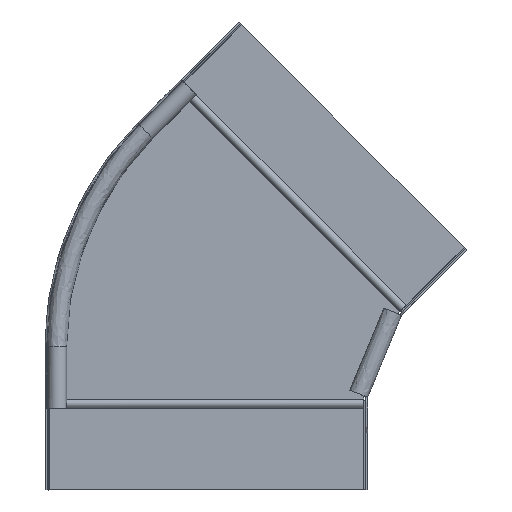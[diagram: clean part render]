
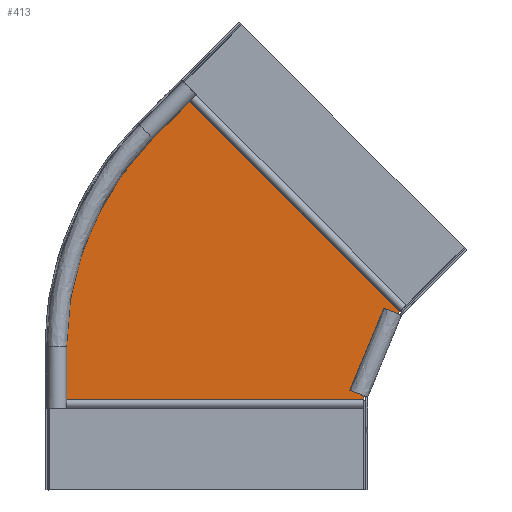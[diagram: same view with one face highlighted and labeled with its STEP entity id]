
A CAD part, top view. The second image highlights one B-rep face of the part: STEP entity #413.
In plain terms, the highlighted planar face has unit normal (0, 0, 1).
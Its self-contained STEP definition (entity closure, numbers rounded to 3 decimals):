
#413=ADVANCED_FACE('',(#793),#6028,.T.);
#793=FACE_OUTER_BOUND('',#1196,.T.);
#1196=EDGE_LOOP('',(#3077,#3078,#3079,#3080,#3081,#3082,#3083,#3084));
#3077=ORIENTED_EDGE('',*,*,#4069,.F.);
#3078=ORIENTED_EDGE('',*,*,#4081,.F.);
#3079=ORIENTED_EDGE('',*,*,#4092,.F.);
#3080=ORIENTED_EDGE('',*,*,#4102,.F.);
#3081=ORIENTED_EDGE('',*,*,#4100,.F.);
#3082=ORIENTED_EDGE('',*,*,#4101,.T.);
#3083=ORIENTED_EDGE('',*,*,#4099,.F.);
#3084=ORIENTED_EDGE('',*,*,#4061,.F.);
#4061=EDGE_CURVE('',#5679,#5678,#5060,.T.);
#4069=EDGE_CURVE('',#5685,#5679,#5063,.T.);
#4081=EDGE_CURVE('',#5695,#5685,#5072,.T.);
#4092=EDGE_CURVE('',#5701,#5695,#5079,.T.);
#4099=EDGE_CURVE('',#5678,#5706,#5085,.T.);
#4100=EDGE_CURVE('',#5707,#5708,#5086,.T.);
#4101=EDGE_CURVE('',#5707,#5706,#5087,.T.);
#4102=EDGE_CURVE('',#5708,#5701,#4285,.T.);
#4285=(
BOUNDED_CURVE()
B_SPLINE_CURVE(2,(#15603,#15604,#15605),.UNSPECIFIED.,.F.,.F.)
B_SPLINE_CURVE_WITH_KNOTS((3,3),(-154.723,0.),.UNSPECIFIED.)
CURVE()
GEOMETRIC_REPRESENTATION_ITEM()
RATIONAL_B_SPLINE_CURVE((1.,0.924,1.))
REPRESENTATION_ITEM('')
);
#5060=B_SPLINE_CURVE_WITH_KNOTS('',1,(#15500,#15501),.UNSPECIFIED.,.F.,
 .F.,(2,2),(-57.822,0.),.UNSPECIFIED.);
#5063=B_SPLINE_CURVE_WITH_KNOTS('',1,(#15525,#15526),.UNSPECIFIED.,.F.,
 .F.,(2,2),(-1.157,0.),.UNSPECIFIED.);
#5072=B_SPLINE_CURVE_WITH_KNOTS('',1,(#15552,#15553),.UNSPECIFIED.,.F.,
 .F.,(2,2),(0.,198.5),.UNSPECIFIED.);
#5079=B_SPLINE_CURVE_WITH_KNOTS('',1,(#15582,#15583),.UNSPECIFIED.,.F.,
 .F.,(2,2),(-33.072,0.),.UNSPECIFIED.);
#5085=B_SPLINE_CURVE_WITH_KNOTS('',1,(#15597,#15598),.UNSPECIFIED.,.F.,
 .F.,(2,2),(-1.157,0.),.UNSPECIFIED.);
#5086=B_SPLINE_CURVE_WITH_KNOTS('',1,(#15599,#15600),.UNSPECIFIED.,.F.,
 .F.,(2,2),(-33.072,0.),.UNSPECIFIED.);
#5087=B_SPLINE_CURVE_WITH_KNOTS('',1,(#15601,#15602),.UNSPECIFIED.,.F.,
 .F.,(2,2),(0.,198.5),.UNSPECIFIED.);
#5678=VERTEX_POINT('',#15447);
#5679=VERTEX_POINT('',#15448);
#5685=VERTEX_POINT('',#15454);
#5695=VERTEX_POINT('',#15464);
#5701=VERTEX_POINT('',#15470);
#5706=VERTEX_POINT('',#15475);
#5707=VERTEX_POINT('',#15476);
#5708=VERTEX_POINT('',#15477);
#6028=PLANE('',#6368);
#6368=AXIS2_PLACEMENT_3D('',#15312,#6604,$);
#6604=DIRECTION('',(0.,0.,1.));
#15312=CARTESIAN_POINT('',(144.341,37.752,1.25));
#15447=CARTESIAN_POINT('',(99.25,58.485,1.25));
#15448=CARTESIAN_POINT('',(121.378,111.906,1.25));
#15454=CARTESIAN_POINT('',(122.196,112.724,1.25));
#15464=CARTESIAN_POINT('',(-18.165,253.085,1.25));
#15470=CARTESIAN_POINT('',(-41.55,229.7,1.25));
#15475=CARTESIAN_POINT('',(99.25,57.328,1.25));
#15476=CARTESIAN_POINT('',(-99.25,57.328,1.25));
#15477=CARTESIAN_POINT('',(-99.25,90.4,1.25));
#15500=CARTESIAN_POINT('',(121.378,111.906,1.25));
#15501=CARTESIAN_POINT('',(99.25,58.485,1.25));
#15525=CARTESIAN_POINT('',(122.196,112.724,1.25));
#15526=CARTESIAN_POINT('',(121.378,111.906,1.25));
#15552=CARTESIAN_POINT('',(-18.165,253.085,1.25));
#15553=CARTESIAN_POINT('',(122.196,112.724,1.25));
#15582=CARTESIAN_POINT('',(-41.55,229.7,1.25));
#15583=CARTESIAN_POINT('',(-18.165,253.085,1.25));
#15597=CARTESIAN_POINT('',(99.25,58.485,1.25));
#15598=CARTESIAN_POINT('',(99.25,57.328,1.25));
#15599=CARTESIAN_POINT('',(-99.25,57.328,1.25));
#15600=CARTESIAN_POINT('',(-99.25,90.4,1.25));
#15601=CARTESIAN_POINT('',(-99.25,57.328,1.25));
#15602=CARTESIAN_POINT('',(99.25,57.328,1.25));
#15603=CARTESIAN_POINT('',(-99.25,90.4,1.25));
#15604=CARTESIAN_POINT('',(-99.25,172.,1.25));
#15605=CARTESIAN_POINT('',(-41.55,229.7,1.25));
